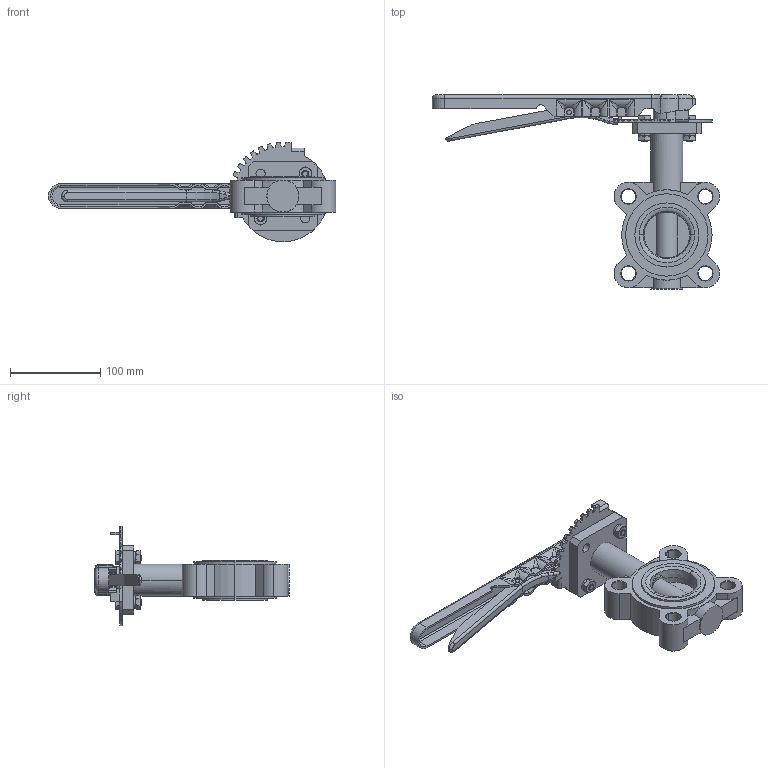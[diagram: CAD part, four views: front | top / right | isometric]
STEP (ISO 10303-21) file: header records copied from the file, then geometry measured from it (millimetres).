
FILE_DESCRIPTION (( 'STEP AP203' ), '1' );
FILE_NAME ('50NB LUGGED_REV_.step', '2026-03-04T03:08:11', ( '' ), ( '' ), 'SwSTEP 2.0', 'SolidWorks 2025', '' );
FILE_SCHEMA (( 'CONFIG_CONTROL_DESIGN' ));
Length unit declared in the file: millimetre
Products named in the file (1): 50NB LUGGED_REV_
Bounding box: 318.84 x 215.48 x 110.62 mm (x, y, z)
Volume: 619779.9 mm3; surface area: 176646.7 mm2
Topology: 9 solids, 9 shells, 578 faces, 1483 edges, 910 vertices
Faces by surface type: cylinder 250, plane 174, cone 68, bspline 65, torus 20, sphere 1
Entity records: 23701 total; most frequent: CARTESIAN_POINT 10164, ORIENTED_EDGE 2912, DIRECTION 2747, EDGE_CURVE 1456, AXIS2_PLACEMENT_3D 1053, VERTEX_POINT 910, LINE 641, VECTOR 641
